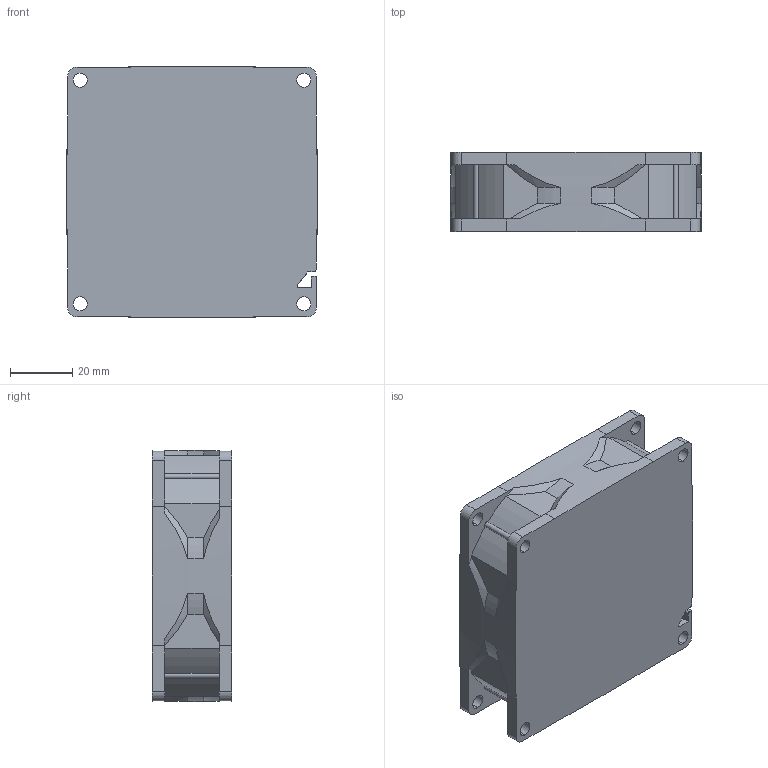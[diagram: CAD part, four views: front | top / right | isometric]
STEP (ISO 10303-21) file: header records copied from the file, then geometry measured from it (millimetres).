
FILE_DESCRIPTION((''),'2;1');
FILE_NAME('410003750011','2008-09-09T',('KEVIN.LIN'),(''),'PRO/ENGINEER BY PARAMETRIC TECHNOLOGY CORPORATION, 2004150','PRO/ENGINEER BY PARAMETRIC TECHNOLOGY CORPORATION, 2004150','');
FILE_SCHEMA(('CONFIG_CONTROL_DESIGN'));
Length unit declared in the file: millimetre
Products named in the file (1): 410003750011
Bounding box: 80.26 x 25.4 x 80.39 mm (x, y, z)
Volume: 150268.8 mm3; surface area: 21682.4 mm2
Topology: 1 solids, 1 shells, 119 faces, 351 edges, 234 vertices
Faces by surface type: cylinder 54, plane 49, cone 16
Entity records: 4188 total; most frequent: CARTESIAN_POINT 856, DIRECTION 702, ORIENTED_EDGE 702, EDGE_CURVE 351, AXIS2_PLACEMENT_3D 264, VERTEX_POINT 234, VECTOR 174, LINE 174
